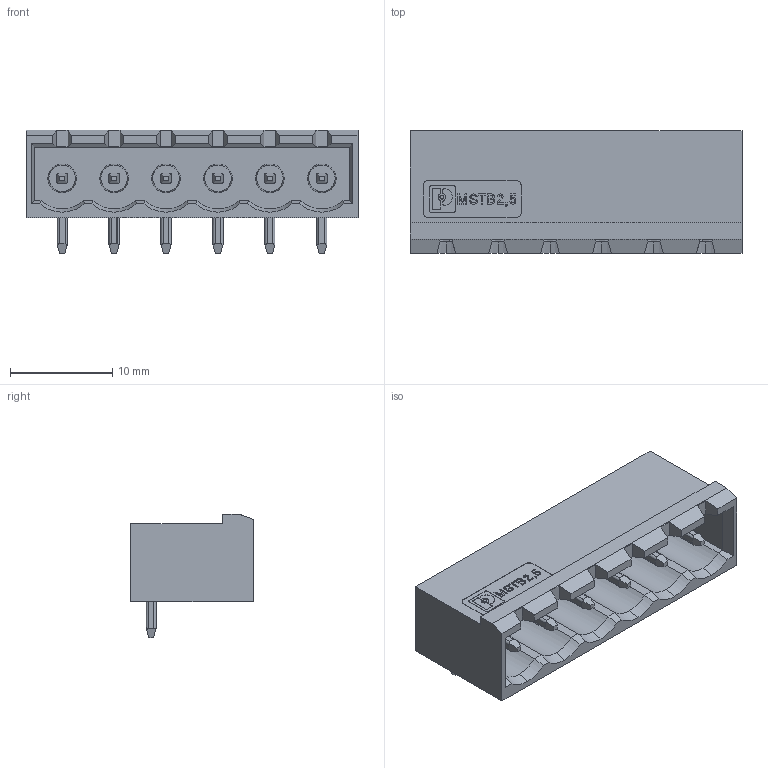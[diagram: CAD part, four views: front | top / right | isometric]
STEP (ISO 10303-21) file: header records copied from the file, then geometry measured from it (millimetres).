
FILE_DESCRIPTION(('STEP AP214'),'1');
FILE_NAME('cctmp_416A9510-59C0-472A-80B8-4A7889709409_2023_02_03_17_35_09_0326_11016..stp','2023-02-03T17:35:10',('PHOENIX CONTACT Deutschland GmbH'),('CADClick - www.CADClick.com'),'Spatial InterOp 3D',' ','unknown authorization');
FILE_SCHEMA(('AUTOMOTIVE_DESIGN'));
Length unit declared in the file: millimetre
Products named in the file (8): 2023_02_03_17_35_08_0982; 2023_02_03_17_35_09_0326; 2023_02_03_17_35_09_0310; 2023_02_03_17_35_09_0295; 2023_02_03_17_35_09_0279; 2023_02_03_17_35_09_0263; 2023_02_03_17_35_09_0248; 2023_02_03_17_35_09_0216
Assembly tree (7 placements, depth 2):
  2023_02_03_17_35_08_0982
    2023_02_03_17_35_09_0326
    2023_02_03_17_35_09_0310
    2023_02_03_17_35_09_0295
    2023_02_03_17_35_09_0279
    2023_02_03_17_35_09_0263
    2023_02_03_17_35_09_0248
    2023_02_03_17_35_09_0216
Bounding box: 32.48 x 12 x 12.07 mm (x, y, z)
Volume: 1533.2 mm3; surface area: 2683.5 mm2
Topology: 7 solids, 7 shells, 755 faces, 2099 edges, 1378 vertices
Faces by surface type: plane 519, cylinder 176, bspline 24, cone 24, sphere 12
Entity records: 50454 total; most frequent: CARTESIAN_POINT 20376, ORIENTED_EDGE 4198, DIRECTION 3893, EDGE_CURVE 2099, STYLED_ITEM 1626, PRESENTATION_STYLE_ASSIGNMENT 1626, COLOUR_RGB 1626, LINE 1591
